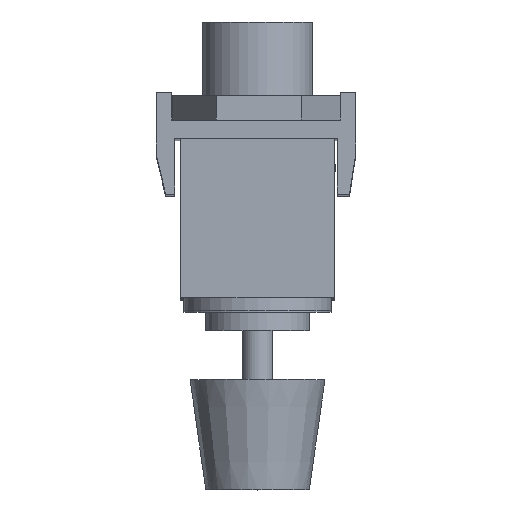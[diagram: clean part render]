
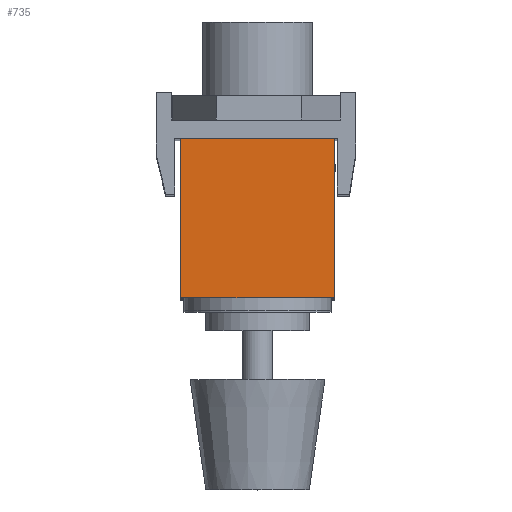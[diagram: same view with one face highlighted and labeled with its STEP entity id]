
A CAD part, top view. The second image highlights one B-rep face of the part: STEP entity #735.
In plain terms, the highlighted face is planar.
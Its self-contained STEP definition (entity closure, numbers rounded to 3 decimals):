
#735 = ADVANCED_FACE( '', ( #1428 ), #1429, .F. );
#1428 = FACE_OUTER_BOUND( '', #2232, .T. );
#1429 = PLANE( '', #2233 );
#2232 = EDGE_LOOP( '', ( #3361, #3362, #3363, #3364 ) );
#2233 = AXIS2_PLACEMENT_3D( '', #3365, #3366, #3367 );
#3361 = ORIENTED_EDGE( '', *, *, #4480, .T. );
#3362 = ORIENTED_EDGE( '', *, *, #4776, .F. );
#3363 = ORIENTED_EDGE( '', *, *, #4777, .F. );
#3364 = ORIENTED_EDGE( '', *, *, #4778, .T. );
#3365 = CARTESIAN_POINT( '', ( 0., 0., 26. ) );
#3366 = DIRECTION( '', ( 0., 1., 0. ) );
#3367 = DIRECTION( '', ( 0., 0., 1. ) );
#4480 = EDGE_CURVE( '', #5144, #5148, #5150, .T. );
#4776 = EDGE_CURVE( '', #5627, #5148, #5628, .T. );
#4777 = EDGE_CURVE( '', #5629, #5627, #5630, .T. );
#4778 = EDGE_CURVE( '', #5629, #5144, #5631, .T. );
#5144 = VERTEX_POINT( '', #6093 );
#5148 = VERTEX_POINT( '', #6099 );
#5150 = LINE( '', #6102, #6103 );
#5627 = VERTEX_POINT( '', #6761 );
#5628 = LINE( '', #6762, #6763 );
#5629 = VERTEX_POINT( '', #6764 );
#5630 = LINE( '', #6765, #6766 );
#5631 = LINE( '', #6767, #6768 );
#6093 = CARTESIAN_POINT( '', ( 0., 0., 0. ) );
#6099 = CARTESIAN_POINT( '', ( 25., 0., 0. ) );
#6102 = CARTESIAN_POINT( '', ( 0., 0., 0. ) );
#6103 = VECTOR( '', #7387, 1000. );
#6761 = CARTESIAN_POINT( '', ( 25., 0., 26. ) );
#6762 = CARTESIAN_POINT( '', ( 25., 0., 26. ) );
#6763 = VECTOR( '', #7802, 1000. );
#6764 = CARTESIAN_POINT( '', ( 0., 0., 26. ) );
#6765 = CARTESIAN_POINT( '', ( 0., 0., 26. ) );
#6766 = VECTOR( '', #7803, 1000. );
#6767 = CARTESIAN_POINT( '', ( 0., 0., 26. ) );
#6768 = VECTOR( '', #7804, 1000. );
#7387 = DIRECTION( '', ( 1., 0., 0. ) );
#7802 = DIRECTION( '', ( 0., 0., -1. ) );
#7803 = DIRECTION( '', ( 1., 0., 0. ) );
#7804 = DIRECTION( '', ( 0., 0., -1. ) );
